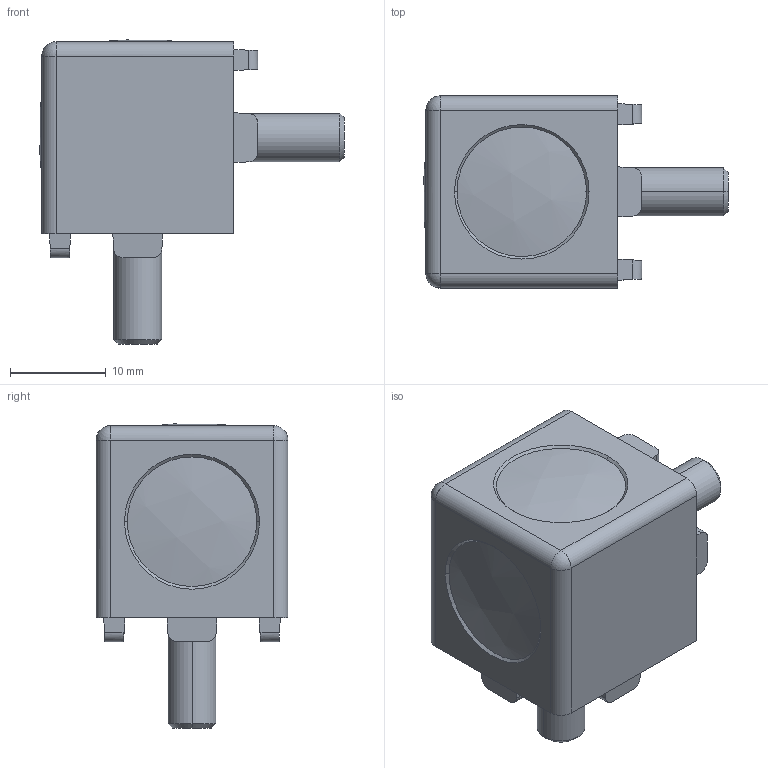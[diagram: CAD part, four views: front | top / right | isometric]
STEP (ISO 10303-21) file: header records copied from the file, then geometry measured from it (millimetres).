
FILE_DESCRIPTION (( 'STEP AP214' ), '1' );
FILE_NAME ('252656001_c_1.STEP', '2022-09-22T15:39:18', ( '' ), ( '' ), 'SwSTEP 2.0', 'SolidWorks 2014', '' );
FILE_SCHEMA (( 'AUTOMOTIVE_DESIGN' ));
Length unit declared in the file: millimetre
Products named in the file (1): 252656001_c_1
Bounding box: 31.7 x 20 x 31.69 mm (x, y, z)
Volume: 6279.9 mm3; surface area: 5212.4 mm2
Topology: 5 solids, 5 shells, 309 faces, 785 edges, 491 vertices
Faces by surface type: plane 114, cylinder 97, sphere 34, torus 30, cone 28, bspline 6
Entity records: 13462 total; most frequent: CARTESIAN_POINT 2701, DIRECTION 1557, ORIENTED_EDGE 1528, EDGE_CURVE 764, AXIS2_PLACEMENT_3D 602, VERTEX_POINT 480, VECTOR 353, LINE 353
